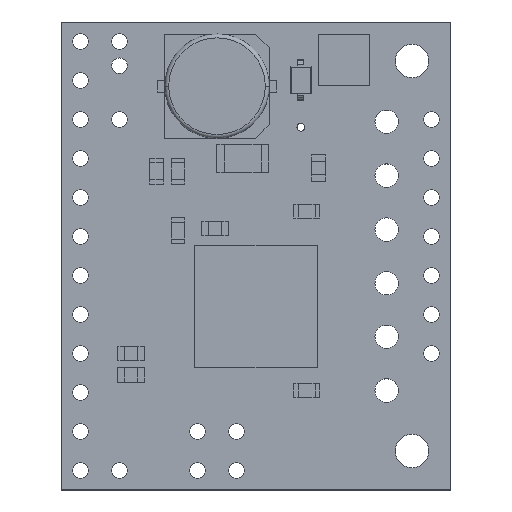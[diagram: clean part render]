
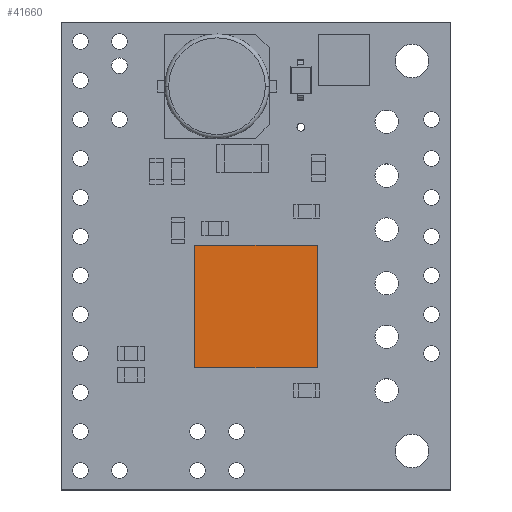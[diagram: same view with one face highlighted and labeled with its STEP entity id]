
A CAD part, top view. The second image highlights one B-rep face of the part: STEP entity #41660.
In plain terms, the highlighted planar face has unit normal (0, 0, 1).
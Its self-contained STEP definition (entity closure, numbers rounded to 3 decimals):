
#175 = DIRECTION ( 'NONE',  ( -1., 0., 0. ) ) ;
#569 = CARTESIAN_POINT ( 'NONE',  ( 8.7, 7.952, 2.575 ) ) ;
#826 = VERTEX_POINT ( 'NONE', #43046 ) ;
#1260 = EDGE_CURVE ( 'NONE', #10977, #49642, #34793, .T. ) ;
#2241 = DIRECTION ( 'NONE',  ( 0., 1., 0. ) ) ;
#3378 = CARTESIAN_POINT ( 'NONE',  ( 8.7, 15.952, 2.575 ) ) ;
#3825 = PLANE ( 'NONE',  #29289 ) ;
#4318 = VECTOR ( 'NONE', #42910, 1000. ) ;
#7626 = CARTESIAN_POINT ( 'NONE',  ( 16.7, 7.952, 2.575 ) ) ;
#10977 = VERTEX_POINT ( 'NONE', #34261 ) ;
#14572 = ORIENTED_EDGE ( 'NONE', *, *, #18292, .T. ) ;
#15710 = EDGE_CURVE ( 'NONE', #826, #10977, #42997, .T. ) ;
#16343 = EDGE_CURVE ( 'NONE', #38570, #826, #45396, .T. ) ;
#16405 = ORIENTED_EDGE ( 'NONE', *, *, #1260, .T. ) ;
#18292 = EDGE_CURVE ( 'NONE', #49642, #38570, #24931, .T. ) ;
#22544 = DIRECTION ( 'NONE',  ( 1., 0., 0. ) ) ;
#22781 = FACE_OUTER_BOUND ( 'NONE', #29703, .T. ) ;
#23509 = CARTESIAN_POINT ( 'NONE',  ( 12.7, 11.952, 2.575 ) ) ;
#23575 = VECTOR ( 'NONE', #22544, 1000. ) ;
#24931 = LINE ( 'NONE', #569, #4318 ) ;
#25423 = VECTOR ( 'NONE', #2241, 1000. ) ;
#27595 = DIRECTION ( 'NONE',  ( 0., 0., -1. ) ) ;
#29289 = AXIS2_PLACEMENT_3D ( 'NONE', #23509, #27595, #43128 ) ;
#29703 = EDGE_LOOP ( 'NONE', ( #47623, #16405, #14572, #37209 ) ) ;
#34261 = CARTESIAN_POINT ( 'NONE',  ( 16.7, 15.952, 2.575 ) ) ;
#34793 = LINE ( 'NONE', #3378, #43344 ) ;
#37209 = ORIENTED_EDGE ( 'NONE', *, *, #16343, .T. ) ;
#37261 = CARTESIAN_POINT ( 'NONE',  ( 16.7, 15.952, 2.575 ) ) ;
#38570 = VERTEX_POINT ( 'NONE', #49550 ) ;
#41660 = ADVANCED_FACE ( 'NONE', ( #22781 ), #3825, .F. ) ;
#42910 = DIRECTION ( 'NONE',  ( 0., -1., 0. ) ) ;
#42997 = LINE ( 'NONE', #37261, #25423 ) ;
#43046 = CARTESIAN_POINT ( 'NONE',  ( 16.7, 7.952, 2.575 ) ) ;
#43128 = DIRECTION ( 'NONE',  ( 0., -1., 0. ) ) ;
#43344 = VECTOR ( 'NONE', #175, 1000. ) ;
#45396 = LINE ( 'NONE', #7626, #23575 ) ;
#45902 = CARTESIAN_POINT ( 'NONE',  ( 8.7, 15.952, 2.575 ) ) ;
#47623 = ORIENTED_EDGE ( 'NONE', *, *, #15710, .T. ) ;
#49550 = CARTESIAN_POINT ( 'NONE',  ( 8.7, 7.952, 2.575 ) ) ;
#49642 = VERTEX_POINT ( 'NONE', #45902 ) ;
